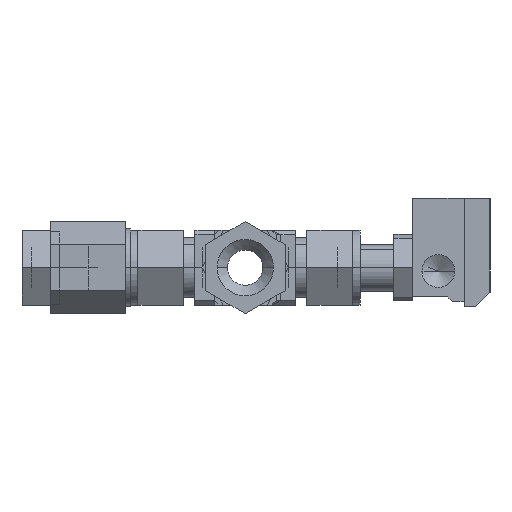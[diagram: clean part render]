
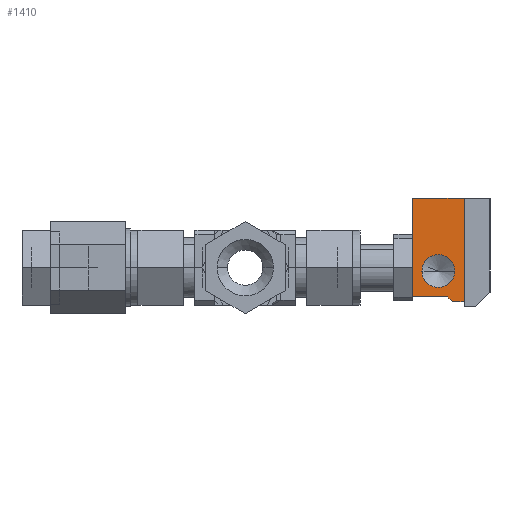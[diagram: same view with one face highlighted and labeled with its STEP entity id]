
A CAD part, left-side view. The second image highlights one B-rep face of the part: STEP entity #1410.
In plain terms, the highlighted planar face has unit normal (-1, 0, 0).
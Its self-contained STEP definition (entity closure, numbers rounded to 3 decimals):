
#1410=ADVANCED_FACE('',(#4384,#4385),#4386,.F.);
#4384=FACE_BOUND('',#8498,.T.);
#4385=FACE_OUTER_BOUND('',#8499,.T.);
#4386=PLANE('',#8500);
#8498=EDGE_LOOP('',(#17550,#17551));
#8499=EDGE_LOOP('',(#17552,#17553,#17554,#17555,#17556,#17557));
#8500=AXIS2_PLACEMENT_3D('',#17558,#17559,#17560);
#17550=ORIENTED_EDGE('',*,*,#27232,.T.);
#17551=ORIENTED_EDGE('',*,*,#26750,.T.);
#17552=ORIENTED_EDGE('',*,*,#27250,.T.);
#17553=ORIENTED_EDGE('',*,*,#27235,.T.);
#17554=ORIENTED_EDGE('',*,*,#27239,.T.);
#17555=ORIENTED_EDGE('',*,*,#27242,.T.);
#17556=ORIENTED_EDGE('',*,*,#27245,.T.);
#17557=ORIENTED_EDGE('',*,*,#27248,.T.);
#17558=CARTESIAN_POINT('',(-1252.107,-53.035,104.07));
#17559=DIRECTION('',(1.0,0.,0.));
#17560=DIRECTION('',(0.,1.0,0.));
#26750=EDGE_CURVE('',#32281,#32278,#32282,.T.);
#27232=EDGE_CURVE('',#32278,#32281,#33083,.T.);
#27235=EDGE_CURVE('',#33089,#33087,#33090,.T.);
#27239=EDGE_CURVE('',#33087,#33094,#33096,.T.);
#27242=EDGE_CURVE('',#33094,#33099,#33101,.T.);
#27245=EDGE_CURVE('',#33099,#33104,#33106,.T.);
#27248=EDGE_CURVE('',#33104,#33109,#33111,.T.);
#27250=EDGE_CURVE('',#33109,#33089,#33113,.T.);
#32278=VERTEX_POINT('',#40797);
#32281=VERTEX_POINT('',#40801);
#32282=CIRCLE('',#40802,5.556);
#33083=CIRCLE('',#41766,5.556);
#33087=VERTEX_POINT('',#41771);
#33089=VERTEX_POINT('',#41774);
#33090=LINE('',#41775,#41776);
#33094=VERTEX_POINT('',#41782);
#33096=LINE('',#41785,#41786);
#33099=VERTEX_POINT('',#41790);
#33101=LINE('',#41793,#41794);
#33104=VERTEX_POINT('',#41798);
#33106=LINE('',#41801,#41802);
#33109=VERTEX_POINT('',#41806);
#33111=LINE('',#41809,#41810);
#33113=LINE('',#41813,#41814);
#40797=CARTESIAN_POINT('',(-1252.107,-58.426,96.582));
#40801=CARTESIAN_POINT('',(-1252.107,-47.314,96.582));
#40802=AXIS2_PLACEMENT_3D('',#51959,#51960,#51961);
#41766=AXIS2_PLACEMENT_3D('',#53079,#53080,#53081);
#41771=CARTESIAN_POINT('',(-1252.107,-56.058,87.851));
#41774=CARTESIAN_POINT('',(-1252.107,-44.139,87.851));
#41775=CARTESIAN_POINT('',(-1252.107,-44.139,87.851));
#41776=VECTOR('',#53084,11.919);
#41782=CARTESIAN_POINT('',(-1252.107,-57.645,86.264));
#41785=CARTESIAN_POINT('',(-1252.107,-56.058,87.851));
#41786=VECTOR('',#53088,2.245);
#41790=CARTESIAN_POINT('',(-1252.107,-61.614,86.264));
#41793=CARTESIAN_POINT('',(-1252.107,-57.645,86.264));
#41794=VECTOR('',#53091,3.969);
#41798=CARTESIAN_POINT('',(-1252.107,-61.614,121.189));
#41801=CARTESIAN_POINT('',(-1252.107,-61.614,86.264));
#41802=VECTOR('',#53094,34.925);
#41806=CARTESIAN_POINT('',(-1252.107,-44.139,121.189));
#41809=CARTESIAN_POINT('',(-1252.107,-61.614,121.189));
#41810=VECTOR('',#53097,17.475);
#41813=CARTESIAN_POINT('',(-1252.107,-44.139,121.189));
#41814=VECTOR('',#53099,33.338);
#51959=CARTESIAN_POINT('',(-1252.107,-52.87,96.582));
#51960=DIRECTION('',(1.0,0.,0.));
#51961=DIRECTION('',(0.,-1.0,0.));
#53079=CARTESIAN_POINT('',(-1252.107,-52.87,96.582));
#53080=DIRECTION('',(1.0,0.,0.));
#53081=DIRECTION('',(0.,-1.0,0.));
#53084=DIRECTION('',(0.,-1.0,0.));
#53088=DIRECTION('',(0.,-0.707,-0.707));
#53091=DIRECTION('',(0.,-1.0,0.));
#53094=DIRECTION('',(0.,0.,1.0));
#53097=DIRECTION('',(0.,1.0,0.));
#53099=DIRECTION('',(0.,0.,-1.0));
